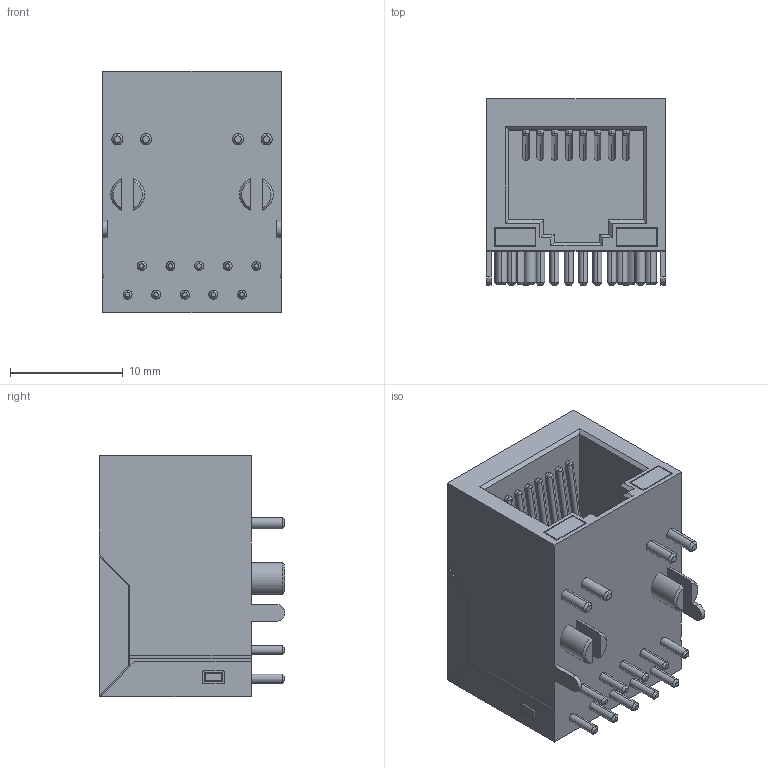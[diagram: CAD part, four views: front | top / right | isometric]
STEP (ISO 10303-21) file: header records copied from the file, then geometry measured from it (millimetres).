
FILE_DESCRIPTION (( 'STEP AP214' ), '1' );
FILE_NAME ('58AD18C3-8AD2-4B0B-AA87-5B3D55D1B680.STEP', '2023-04-15T14:40:54', ( '' ), ( '' ), 'SwSTEP 2.0', 'SolidWorks 2022', '' );
FILE_SCHEMA (( 'AUTOMOTIVE_DESIGN' ));
Length unit declared in the file: millimetre
Products named in the file (1): 58AD18C3-8AD2-4B0B-AA87-5B3D55D1B680
Bounding box: 15.88 x 16.5 x 21.4 mm (x, y, z)
Volume: 3010.5 mm3; surface area: 2930.8 mm2
Topology: 3 solids, 3 shells, 492 faces, 1280 edges, 822 vertices
Faces by surface type: plane 284, bspline 88, cylinder 84, cone 36
Entity records: 22762 total; most frequent: CARTESIAN_POINT 7649, ORIENTED_EDGE 2524, DIRECTION 2018, EDGE_CURVE 1262, LINE 884, VECTOR 884, VERTEX_POINT 822, AXIS2_PLACEMENT_3D 567
